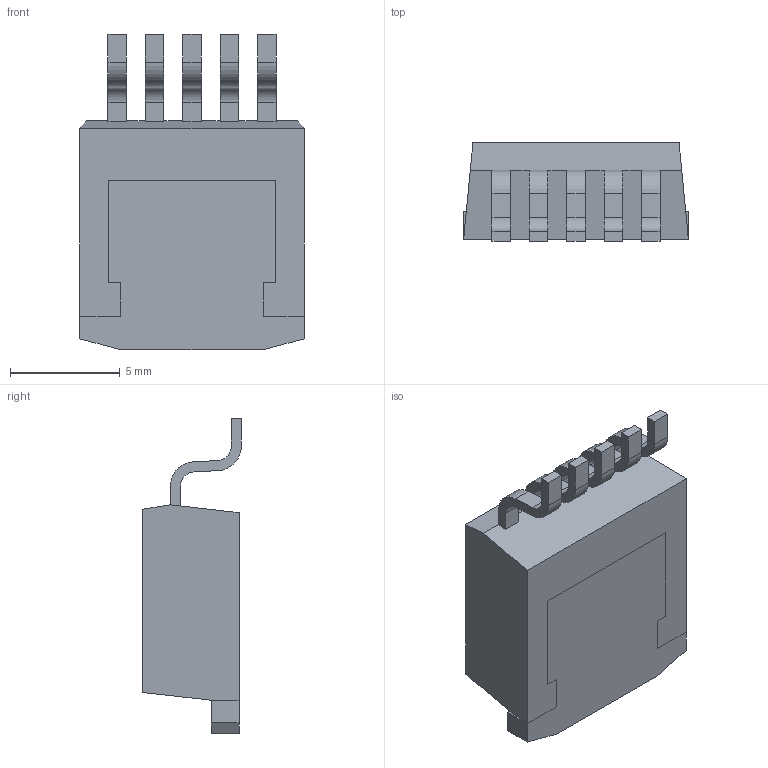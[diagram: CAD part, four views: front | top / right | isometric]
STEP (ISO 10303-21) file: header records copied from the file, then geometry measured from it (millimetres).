
FILE_DESCRIPTION (( 'STEP AP214' ), '1' );
FILE_NAME ('00077639-8970-4D39-805A-89EC99323F96.STEP', '2008-12-02T11:13:14', ( 'sysAdmin' ), ( 'SolidWorks' ), 'SwSTEP 2.0', 'SolidWorks 2009', '' );
FILE_SCHEMA (( 'AUTOMOTIVE_DESIGN' ));
Length unit declared in the file: millimetre
Products named in the file (1): 00077639-8970-4D39-805A-89EC99323F96
Bounding box: 10.22 x 4.48 x 14.35 mm (x, y, z)
Volume: 399.3 mm3; surface area: 591.1 mm2
Topology: 2 solids, 2 shells, 189 faces, 513 edges, 338 vertices
Faces by surface type: plane 151, cylinder 22, bspline 16
Entity records: 8103 total; most frequent: CARTESIAN_POINT 1389, ORIENTED_EDGE 1026, DIRECTION 873, EDGE_CURVE 513, VECTOR 437, LINE 437, VERTEX_POINT 338, AXIS2_PLACEMENT_3D 218
